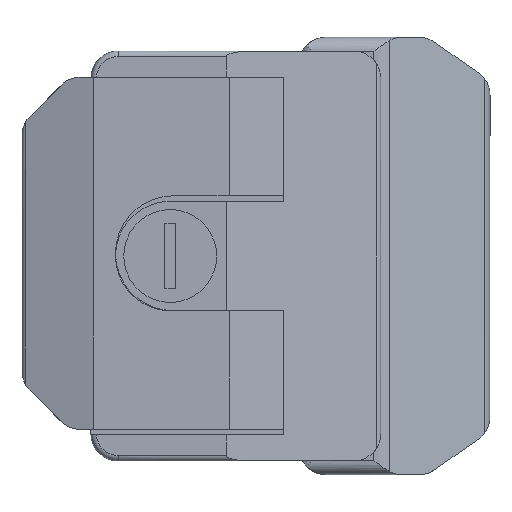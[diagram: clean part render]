
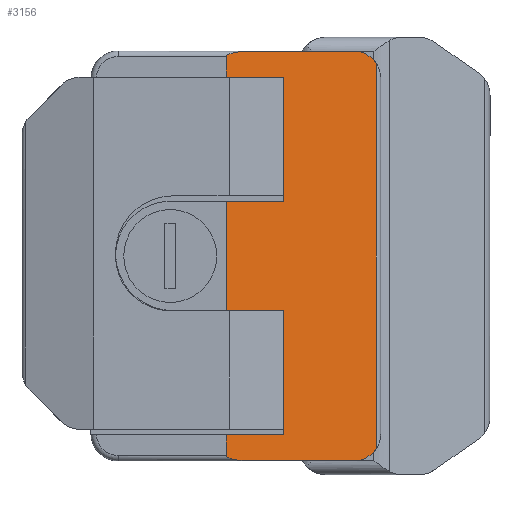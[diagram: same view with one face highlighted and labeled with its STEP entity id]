
A CAD part, front view. The second image highlights one B-rep face of the part: STEP entity #3156.
In plain terms, the highlighted planar face has unit normal (0.208, -0.978, 0).
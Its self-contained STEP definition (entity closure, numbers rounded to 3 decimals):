
#149=ELLIPSE('',#3471,4.81,1.);
#150=ELLIPSE('',#3472,5.112,5.);
#151=ELLIPSE('',#3473,5.112,5.);
#152=ELLIPSE('',#3474,4.81,1.);
#229=PLANE('',#3470);
#363=FACE_OUTER_BOUND('',#529,.T.);
#529=EDGE_LOOP('',(#2575,#2576,#2577,#2578,#2579,#2580,#2581,#2582,#2583,
#2584,#2585,#2586,#2587,#2588,#2589,#2590));
#781=LINE('',#4910,#1131);
#783=LINE('',#4916,#1133);
#785=LINE('',#4920,#1135);
#790=LINE('',#4932,#1140);
#792=LINE('',#4936,#1142);
#794=LINE('',#4940,#1144);
#799=LINE('',#4956,#1149);
#801=LINE('',#4962,#1151);
#802=LINE('',#4965,#1152);
#804=LINE('',#4971,#1154);
#805=LINE('',#4975,#1155);
#806=LINE('',#4979,#1156);
#1131=VECTOR('',#3993,10.681);
#1133=VECTOR('',#3999,22.694);
#1135=VECTOR('',#4003,10.682);
#1140=VECTOR('',#4012,10.682);
#1142=VECTOR('',#4016,22.694);
#1144=VECTOR('',#4020,10.682);
#1149=VECTOR('',#4041,20.);
#1151=VECTOR('',#4047,3.806);
#1152=VECTOR('',#4050,3.806);
#1154=VECTOR('',#4056,18.937);
#1155=VECTOR('',#4059,70.401);
#1156=VECTOR('',#4062,18.937);
#1519=VERTEX_POINT('',#4907);
#1520=VERTEX_POINT('',#4909);
#1522=VERTEX_POINT('',#4915);
#1523=VERTEX_POINT('',#4919);
#1527=VERTEX_POINT('',#4929);
#1528=VERTEX_POINT('',#4931);
#1529=VERTEX_POINT('',#4935);
#1530=VERTEX_POINT('',#4939);
#1535=VERTEX_POINT('',#4960);
#1536=VERTEX_POINT('',#4964);
#1537=VERTEX_POINT('',#4968);
#1538=VERTEX_POINT('',#4970);
#1539=VERTEX_POINT('',#4972);
#1540=VERTEX_POINT('',#4974);
#1541=VERTEX_POINT('',#4976);
#1542=VERTEX_POINT('',#4978);
#1885=EDGE_CURVE('',#1520,#1519,#781,.T.);
#1888=EDGE_CURVE('',#1519,#1522,#783,.T.);
#1890=EDGE_CURVE('',#1522,#1523,#785,.T.);
#1896=EDGE_CURVE('',#1528,#1527,#790,.T.);
#1898=EDGE_CURVE('',#1529,#1528,#792,.T.);
#1900=EDGE_CURVE('',#1530,#1529,#794,.T.);
#1909=EDGE_CURVE('',#1530,#1523,#799,.T.);
#1912=EDGE_CURVE('',#1535,#1527,#801,.T.);
#1913=EDGE_CURVE('',#1520,#1536,#802,.T.);
#1915=EDGE_CURVE('',#1535,#1537,#149,.T.);
#1916=EDGE_CURVE('',#1538,#1537,#804,.T.);
#1917=EDGE_CURVE('',#1539,#1538,#150,.T.);
#1918=EDGE_CURVE('',#1540,#1539,#805,.T.);
#1919=EDGE_CURVE('',#1541,#1540,#151,.T.);
#1920=EDGE_CURVE('',#1542,#1541,#806,.T.);
#1921=EDGE_CURVE('',#1542,#1536,#152,.T.);
#2575=ORIENTED_EDGE('',*,*,#1885,.T.);
#2576=ORIENTED_EDGE('',*,*,#1888,.T.);
#2577=ORIENTED_EDGE('',*,*,#1890,.T.);
#2578=ORIENTED_EDGE('',*,*,#1909,.F.);
#2579=ORIENTED_EDGE('',*,*,#1900,.T.);
#2580=ORIENTED_EDGE('',*,*,#1898,.T.);
#2581=ORIENTED_EDGE('',*,*,#1896,.T.);
#2582=ORIENTED_EDGE('',*,*,#1912,.F.);
#2583=ORIENTED_EDGE('',*,*,#1915,.T.);
#2584=ORIENTED_EDGE('',*,*,#1916,.F.);
#2585=ORIENTED_EDGE('',*,*,#1917,.F.);
#2586=ORIENTED_EDGE('',*,*,#1918,.F.);
#2587=ORIENTED_EDGE('',*,*,#1919,.F.);
#2588=ORIENTED_EDGE('',*,*,#1920,.F.);
#2589=ORIENTED_EDGE('',*,*,#1921,.T.);
#2590=ORIENTED_EDGE('',*,*,#1913,.F.);
#3156=ADVANCED_FACE('',(#363),#229,.F.);
#3470=AXIS2_PLACEMENT_3D('',#4967,#4052,#4053);
#3471=AXIS2_PLACEMENT_3D('',#4969,#4054,#4055);
#3472=AXIS2_PLACEMENT_3D('',#4973,#4057,#4058);
#3473=AXIS2_PLACEMENT_3D('',#4977,#4060,#4061);
#3474=AXIS2_PLACEMENT_3D('',#4980,#4063,#4064);
#3993=DIRECTION('',(0.978,0.208,0.));
#3999=DIRECTION('',(0.,0.,-1.));
#4003=DIRECTION('',(-0.978,-0.208,0.));
#4012=DIRECTION('',(-0.978,-0.208,0.));
#4016=DIRECTION('',(0.,0.,-1.));
#4020=DIRECTION('',(0.978,0.208,0.));
#4041=DIRECTION('',(0.,0.,1.));
#4047=DIRECTION('',(0.,0.,1.));
#4050=DIRECTION('',(0.,0.,1.));
#4052=DIRECTION('center_axis',(-0.208,0.978,0.));
#4053=DIRECTION('ref_axis',(0.,0.,1.));
#4054=DIRECTION('center_axis',(0.208,-0.978,0.));
#4055=DIRECTION('ref_axis',(0.978,0.208,0.));
#4056=DIRECTION('',(-0.978,-0.208,0.));
#4057=DIRECTION('center_axis',(-0.208,0.978,0.));
#4058=DIRECTION('ref_axis',(0.978,0.208,0.));
#4059=DIRECTION('',(0.,0.,-1.));
#4060=DIRECTION('center_axis',(-0.208,0.978,0.));
#4061=DIRECTION('ref_axis',(0.978,0.208,0.));
#4062=DIRECTION('',(0.978,0.208,0.));
#4063=DIRECTION('center_axis',(0.208,-0.978,0.));
#4064=DIRECTION('ref_axis',(-0.978,-0.208,0.));
#4907=CARTESIAN_POINT('',(15.27,-12.779,32.694));
#4909=CARTESIAN_POINT('',(4.822,-15.,32.694));
#4910=CARTESIAN_POINT('',(4.822,-15.,32.694));
#4915=CARTESIAN_POINT('',(15.271,-12.779,10.));
#4916=CARTESIAN_POINT('',(15.27,-12.779,32.694));
#4919=CARTESIAN_POINT('',(4.822,-15.,10.));
#4920=CARTESIAN_POINT('',(15.271,-12.779,10.));
#4929=CARTESIAN_POINT('',(4.822,-15.,-32.694));
#4931=CARTESIAN_POINT('',(15.271,-12.779,-32.694));
#4932=CARTESIAN_POINT('',(15.271,-12.779,-32.694));
#4935=CARTESIAN_POINT('',(15.271,-12.779,-10.));
#4936=CARTESIAN_POINT('',(15.271,-12.779,-10.));
#4939=CARTESIAN_POINT('',(4.822,-15.,-10.));
#4940=CARTESIAN_POINT('',(4.822,-15.,-10.));
#4956=CARTESIAN_POINT('',(4.822,-15.,-10.));
#4960=CARTESIAN_POINT('',(4.822,-15.,-36.5));
#4962=CARTESIAN_POINT('',(4.822,-15.,-36.5));
#4964=CARTESIAN_POINT('',(4.822,-15.,36.5));
#4965=CARTESIAN_POINT('',(4.822,-15.,32.694));
#4967=CARTESIAN_POINT('Origin',(32.258,-9.168,37.5));
#4968=CARTESIAN_POINT('',(9.527,-14.,-37.5));
#4969=CARTESIAN_POINT('Origin',(9.527,-14.,-36.5));
#4970=CARTESIAN_POINT('',(28.05,-10.063,-37.5));
#4971=CARTESIAN_POINT('',(28.05,-10.063,-37.5));
#4972=CARTESIAN_POINT('',(32.258,-9.168,-35.201));
#4973=CARTESIAN_POINT('Origin',(28.05,-10.063,-32.5));
#4974=CARTESIAN_POINT('',(32.258,-9.168,35.201));
#4975=CARTESIAN_POINT('',(32.258,-9.168,35.201));
#4976=CARTESIAN_POINT('',(28.05,-10.063,37.5));
#4977=CARTESIAN_POINT('Origin',(28.05,-10.063,32.5));
#4978=CARTESIAN_POINT('',(9.527,-14.,37.5));
#4979=CARTESIAN_POINT('',(9.527,-14.,37.5));
#4980=CARTESIAN_POINT('Origin',(9.527,-14.,36.5));
